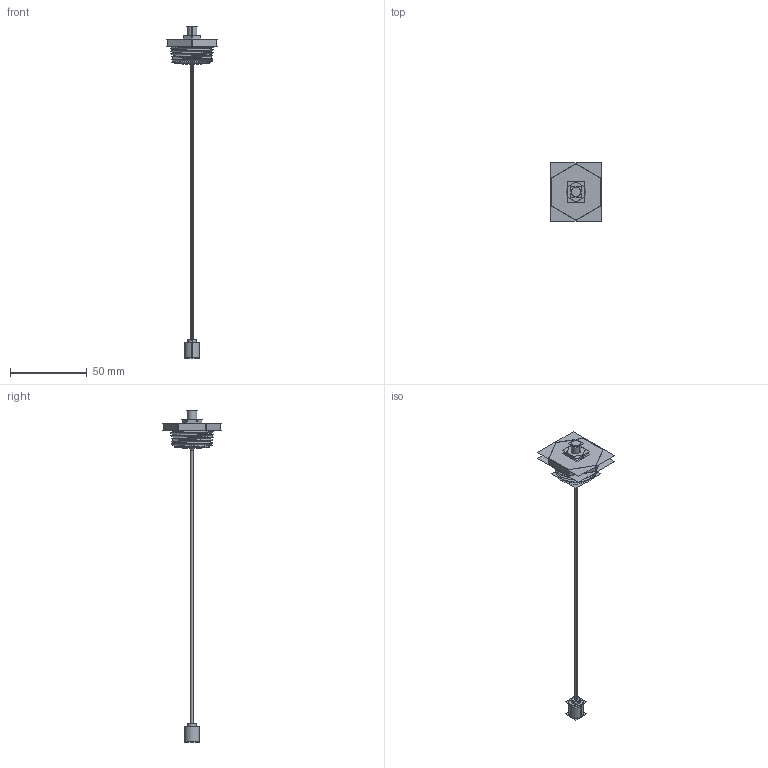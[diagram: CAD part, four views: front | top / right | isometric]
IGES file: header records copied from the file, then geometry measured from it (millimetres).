
Start section:  PTC IGES file: 149934.igs
Global section: file name: 149934.igs; native system: Creo Parametric by PTC Inc.; preprocessor: 2016260; author: pdmadmin; organization: Unknown; date: 20161201.143854; units: millimetre
Bounding box: 33.02 x 38.13 x 216.47 mm (x, y, z)
Volume: 10190.3 mm3; surface area: 35653.9 mm2
Topology: 4 solids, 5 shells, 144 faces, 708 edges, 905 vertices
Faces by surface type: revolution 82, bspline 62
